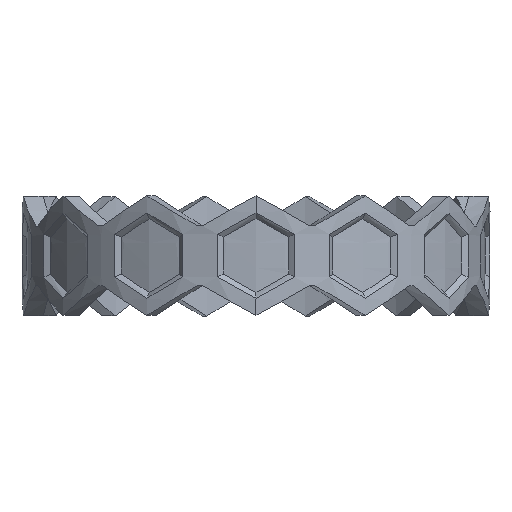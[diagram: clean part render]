
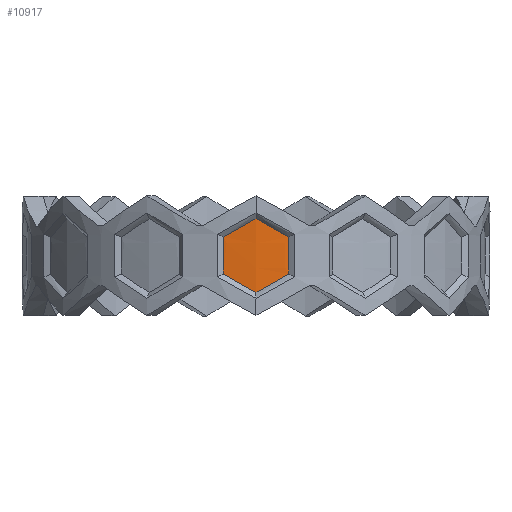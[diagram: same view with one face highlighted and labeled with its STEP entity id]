
A CAD part, top view. The second image highlights one B-rep face of the part: STEP entity #10917.
In plain terms, the highlighted free-form (B-spline) face has degree [3, 3] with [7, 4] control points.
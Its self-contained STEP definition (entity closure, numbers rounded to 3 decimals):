
#10126 = VERTEX_POINT('',#10127);
#10127 = CARTESIAN_POINT('',(0.,-2.436,
    0.974));
#10132 = EDGE_CURVE('',#10126,#10133,#10135,.T.);
#10133 = VERTEX_POINT('',#10134);
#10134 = CARTESIAN_POINT('',(2.158,-1.218,
    0.819));
#10135 = B_SPLINE_CURVE_WITH_KNOTS('',3,(#10136,#10137,#10138,#10139),
  .UNSPECIFIED.,.F.,.F.,(4,4),(0.,0.002),
  .PIECEWISE_BEZIER_KNOTS.);
#10136 = CARTESIAN_POINT('',(0.,-2.436,
    0.974));
#10137 = CARTESIAN_POINT('',(0.722,-2.03,
    0.974));
#10138 = CARTESIAN_POINT('',(1.443,-1.624,
    0.922));
#10139 = CARTESIAN_POINT('',(2.158,-1.218,
    0.819));
#10178 = VERTEX_POINT('',#10179);
#10179 = CARTESIAN_POINT('',(-2.158,-1.218,
    0.819));
#10186 = EDGE_CURVE('',#10178,#10126,#10187,.T.);
#10187 = B_SPLINE_CURVE_WITH_KNOTS('',3,(#10188,#10189,#10190,#10191),
  .UNSPECIFIED.,.F.,.F.,(4,4),(0.,0.002),
  .PIECEWISE_BEZIER_KNOTS.);
#10188 = CARTESIAN_POINT('',(-2.158,-1.218,
    0.819));
#10189 = CARTESIAN_POINT('',(-1.443,-1.624,
    0.922));
#10190 = CARTESIAN_POINT('',(-0.722,-2.03,
    0.974));
#10191 = CARTESIAN_POINT('',(0.,-2.436,
    0.974));
#10224 = VERTEX_POINT('',#10225);
#10225 = CARTESIAN_POINT('',(-2.158,1.218,
    0.819));
#10232 = EDGE_CURVE('',#10224,#10178,#10233,.T.);
#10233 = B_SPLINE_CURVE_WITH_KNOTS('',1,(#10234,#10235),.UNSPECIFIED.,
  .F.,.F.,(2,2),(0.,1.876),
  .PIECEWISE_BEZIER_KNOTS.);
#10234 = CARTESIAN_POINT('',(-2.158,1.218,
    0.819));
#10235 = CARTESIAN_POINT('',(-2.158,-1.218,
    0.819));
#10304 = VERTEX_POINT('',#10305);
#10305 = CARTESIAN_POINT('',(0.,2.436,
    0.974));
#10310 = EDGE_CURVE('',#10304,#10224,#10311,.T.);
#10311 = B_SPLINE_CURVE_WITH_KNOTS('',3,(#10312,#10313,#10314,#10315),
  .UNSPECIFIED.,.F.,.F.,(4,4),(0.,0.002),
  .PIECEWISE_BEZIER_KNOTS.);
#10312 = CARTESIAN_POINT('',(0.,2.436,
    0.974));
#10313 = CARTESIAN_POINT('',(-0.722,2.03,
    0.974));
#10314 = CARTESIAN_POINT('',(-1.443,1.624,
    0.922));
#10315 = CARTESIAN_POINT('',(-2.158,1.218,
    0.819));
#10348 = VERTEX_POINT('',#10349);
#10349 = CARTESIAN_POINT('',(2.158,1.218,0.819)
  );
#10356 = EDGE_CURVE('',#10348,#10304,#10357,.T.);
#10357 = B_SPLINE_CURVE_WITH_KNOTS('',3,(#10358,#10359,#10360,#10361),
  .UNSPECIFIED.,.F.,.F.,(4,4),(0.,0.002),
  .PIECEWISE_BEZIER_KNOTS.);
#10358 = CARTESIAN_POINT('',(2.158,1.218,0.819)
  );
#10359 = CARTESIAN_POINT('',(1.443,1.624,
    0.922));
#10360 = CARTESIAN_POINT('',(0.722,2.03,0.974
    ));
#10361 = CARTESIAN_POINT('',(0.,2.436,
    0.974));
#10394 = EDGE_CURVE('',#10133,#10348,#10395,.T.);
#10395 = B_SPLINE_CURVE_WITH_KNOTS('',1,(#10396,#10397),.UNSPECIFIED.,
  .F.,.F.,(2,2),(0.,1.876),
  .PIECEWISE_BEZIER_KNOTS.);
#10396 = CARTESIAN_POINT('',(2.158,-1.218,
    0.819));
#10397 = CARTESIAN_POINT('',(2.158,1.218,
    0.819));
#10917 = ADVANCED_FACE('',(#10918),#10926,.T.);
#10918 = FACE_BOUND('',#10919,.T.);
#10919 = EDGE_LOOP('',(#10920,#10921,#10922,#10923,#10924,#10925));
#10920 = ORIENTED_EDGE('',*,*,#10394,.T.);
#10921 = ORIENTED_EDGE('',*,*,#10356,.T.);
#10922 = ORIENTED_EDGE('',*,*,#10310,.T.);
#10923 = ORIENTED_EDGE('',*,*,#10232,.T.);
#10924 = ORIENTED_EDGE('',*,*,#10186,.T.);
#10925 = ORIENTED_EDGE('',*,*,#10132,.T.);
#10926 = B_SPLINE_SURFACE_WITH_KNOTS('',3,3,(
    (#10927,#10928,#10929,#10930)
    ,(#10931,#10932,#10933,#10934)
    ,(#10935,#10936,#10937,#10938)
    ,(#10939,#10940,#10941,#10942)
    ,(#10943,#10944,#10945,#10946)
    ,(#10947,#10948,#10949,#10950)
    ,(#10951,#10952,#10953,#10954
    )),.UNSPECIFIED.,.F.,.F.,.F.,(4,1,1,1,4),(4,4),(-0.002,
    -0.001,0.,0.001,0.002),(
    -0.002,0.002),.UNSPECIFIED.);
#10927 = CARTESIAN_POINT('',(-2.585,-2.924,
    0.751));
#10928 = CARTESIAN_POINT('',(-2.585,-0.975,
    0.751));
#10929 = CARTESIAN_POINT('',(-2.585,0.975,
    0.751));
#10930 = CARTESIAN_POINT('',(-2.585,2.924,
    0.751));
#10931 = CARTESIAN_POINT('',(-2.372,-2.924,
    0.788));
#10932 = CARTESIAN_POINT('',(-2.372,-0.975,
    0.788));
#10933 = CARTESIAN_POINT('',(-2.372,0.975,
    0.788));
#10934 = CARTESIAN_POINT('',(-2.372,2.924,
    0.788));
#10935 = CARTESIAN_POINT('',(-1.516,-2.924,
    0.918));
#10936 = CARTESIAN_POINT('',(-1.516,-0.975,
    0.918));
#10937 = CARTESIAN_POINT('',(-1.516,0.975,
    0.918));
#10938 = CARTESIAN_POINT('',(-1.516,2.924,
    0.918));
#10939 = CARTESIAN_POINT('',(0.,-2.924,
    1.016));
#10940 = CARTESIAN_POINT('',(0.,-0.975,
    1.016));
#10941 = CARTESIAN_POINT('',(0.,0.975,
    1.016));
#10942 = CARTESIAN_POINT('',(0.,2.924,
    1.016));
#10943 = CARTESIAN_POINT('',(1.516,-2.924,
    0.918));
#10944 = CARTESIAN_POINT('',(1.516,-0.975,
    0.918));
#10945 = CARTESIAN_POINT('',(1.516,0.975,0.918
    ));
#10946 = CARTESIAN_POINT('',(1.516,2.924,
    0.918));
#10947 = CARTESIAN_POINT('',(2.372,-2.924,
    0.788));
#10948 = CARTESIAN_POINT('',(2.372,-0.975,
    0.788));
#10949 = CARTESIAN_POINT('',(2.372,0.975,
    0.788));
#10950 = CARTESIAN_POINT('',(2.372,2.924,
    0.788));
#10951 = CARTESIAN_POINT('',(2.585,-2.924,
    0.751));
#10952 = CARTESIAN_POINT('',(2.585,-0.975,
    0.751));
#10953 = CARTESIAN_POINT('',(2.585,0.975,
    0.751));
#10954 = CARTESIAN_POINT('',(2.585,2.924,
    0.751));
